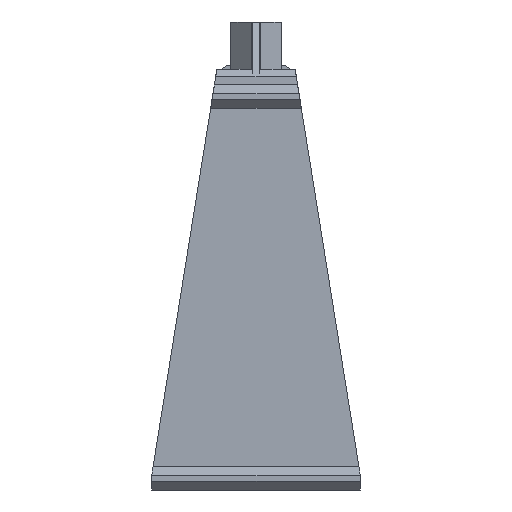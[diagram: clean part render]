
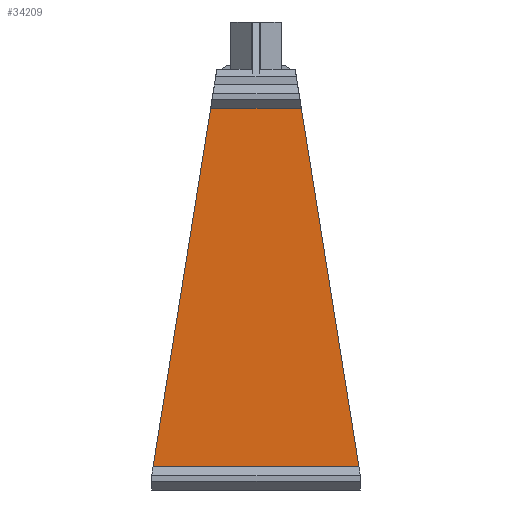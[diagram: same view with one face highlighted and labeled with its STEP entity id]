
A CAD part, left-side view. The second image highlights one B-rep face of the part: STEP entity #34209.
In plain terms, the highlighted planar face has unit normal (-1, 0, 0).
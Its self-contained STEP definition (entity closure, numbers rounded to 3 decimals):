
#2526 = PLANE('',#2527);
#2527 = AXIS2_PLACEMENT_3D('',#2528,#2529,#2530);
#2528 = CARTESIAN_POINT('',(-130.882,6.976,
    24.344));
#2529 = DIRECTION('',(0.,0.987,0.159)
  );
#2530 = DIRECTION('',(0.,-0.159,0.987)
  );
#2578 = PLANE('',#2579);
#2579 = AXIS2_PLACEMENT_3D('',#2580,#2581,#2582);
#2580 = CARTESIAN_POINT('',(-130.882,-6.976,
    24.344));
#2581 = DIRECTION('',(0.,-0.987,0.159)
  );
#2582 = DIRECTION('',(0.,-0.159,
    -0.987));
#16201 = VERTEX_POINT('',#16202);
#16202 = CARTESIAN_POINT('',(-131.249,-4.574,39.3));
#16216 = PLANE('',#16217);
#16217 = AXIS2_PLACEMENT_3D('',#16218,#16219,#16220);
#16218 = CARTESIAN_POINT('',(-131.697,-3.747,
    39.748));
#16219 = DIRECTION('',(-0.707,0.,
    -0.707));
#16220 = DIRECTION('',(-0.707,0.,
    0.707));
#16228 = EDGE_CURVE('',#16201,#16229,#16231,.T.);
#16229 = VERTEX_POINT('',#16230);
#16230 = CARTESIAN_POINT('',(-131.249,-10.38,3.15));
#16231 = SURFACE_CURVE('',#16232,(#16236,#16243),.PCURVE_S1.);
#16232 = LINE('',#16233,#16234);
#16233 = CARTESIAN_POINT('',(-131.249,-3.413,
    46.534));
#16234 = VECTOR('',#16235,1.);
#16235 = DIRECTION('',(0.,-0.159,
    -0.987));
#16236 = PCURVE('',#2578,#16237);
#16237 = DEFINITIONAL_REPRESENTATION('',(#16238),#16242);
#16238 = LINE('',#16239,#16240);
#16239 = CARTESIAN_POINT('',(-22.474,-0.367));
#16240 = VECTOR('',#16241,1.);
#16241 = DIRECTION('',(1.,0.));
#16242 = ( GEOMETRIC_REPRESENTATION_CONTEXT(2) 
PARAMETRIC_REPRESENTATION_CONTEXT() REPRESENTATION_CONTEXT('2D SPACE',''
  ) );
#16243 = PCURVE('',#16244,#16249);
#16244 = PLANE('',#16245);
#16245 = AXIS2_PLACEMENT_3D('',#16246,#16247,#16248);
#16246 = CARTESIAN_POINT('',(-131.249,0.,
    21.268));
#16247 = DIRECTION('',(1.,0.,0.));
#16248 = DIRECTION('',(0.,0.,-1.));
#16249 = DEFINITIONAL_REPRESENTATION('',(#16250),#16254);
#16250 = LINE('',#16251,#16252);
#16251 = CARTESIAN_POINT('',(-25.266,-3.413));
#16252 = VECTOR('',#16253,1.);
#16253 = DIRECTION('',(0.987,-0.159));
#16254 = ( GEOMETRIC_REPRESENTATION_CONTEXT(2) 
PARAMETRIC_REPRESENTATION_CONTEXT() REPRESENTATION_CONTEXT('2D SPACE',''
  ) );
#16272 = PLANE('',#16273);
#16273 = AXIS2_PLACEMENT_3D('',#16274,#16275,#16276);
#16274 = CARTESIAN_POINT('',(-131.7,-0.778,
    2.699));
#16275 = DIRECTION('',(-0.707,0.,0.707
    ));
#16276 = DIRECTION('',(-0.707,0.,
    -0.707));
#16383 = VERTEX_POINT('',#16384);
#16384 = CARTESIAN_POINT('',(-131.249,10.38,3.15));
#16405 = EDGE_CURVE('',#16383,#16406,#16408,.T.);
#16406 = VERTEX_POINT('',#16407);
#16407 = CARTESIAN_POINT('',(-131.249,4.574,39.3));
#16408 = SURFACE_CURVE('',#16409,(#16413,#16420),.PCURVE_S1.);
#16409 = LINE('',#16410,#16411);
#16410 = CARTESIAN_POINT('',(-131.249,10.5,2.4));
#16411 = VECTOR('',#16412,1.);
#16412 = DIRECTION('',(0.,-0.159,0.987)
  );
#16413 = PCURVE('',#2526,#16414);
#16414 = DEFINITIONAL_REPRESENTATION('',(#16415),#16419);
#16415 = LINE('',#16416,#16417);
#16416 = CARTESIAN_POINT('',(-22.225,-0.367));
#16417 = VECTOR('',#16418,1.);
#16418 = DIRECTION('',(1.,0.));
#16419 = ( GEOMETRIC_REPRESENTATION_CONTEXT(2) 
PARAMETRIC_REPRESENTATION_CONTEXT() REPRESENTATION_CONTEXT('2D SPACE',''
  ) );
#16420 = PCURVE('',#16244,#16421);
#16421 = DEFINITIONAL_REPRESENTATION('',(#16422),#16426);
#16422 = LINE('',#16423,#16424);
#16423 = CARTESIAN_POINT('',(18.868,10.5));
#16424 = VECTOR('',#16425,1.);
#16425 = DIRECTION('',(-0.987,-0.159));
#16426 = ( GEOMETRIC_REPRESENTATION_CONTEXT(2) 
PARAMETRIC_REPRESENTATION_CONTEXT() REPRESENTATION_CONTEXT('2D SPACE',''
  ) );
#34188 = EDGE_CURVE('',#16229,#16383,#34189,.T.);
#34189 = SURFACE_CURVE('',#34190,(#34194,#34201),.PCURVE_S1.);
#34190 = LINE('',#34191,#34192);
#34191 = CARTESIAN_POINT('',(-131.249,0.,3.15));
#34192 = VECTOR('',#34193,1.);
#34193 = DIRECTION('',(0.,1.,0.));
#34194 = PCURVE('',#16272,#34195);
#34195 = DEFINITIONAL_REPRESENTATION('',(#34196),#34200);
#34196 = LINE('',#34197,#34198);
#34197 = CARTESIAN_POINT('',(-0.638,-0.778));
#34198 = VECTOR('',#34199,1.);
#34199 = DIRECTION('',(0.,-1.));
#34200 = ( GEOMETRIC_REPRESENTATION_CONTEXT(2) 
PARAMETRIC_REPRESENTATION_CONTEXT() REPRESENTATION_CONTEXT('2D SPACE',''
  ) );
#34201 = PCURVE('',#16244,#34202);
#34202 = DEFINITIONAL_REPRESENTATION('',(#34203),#34207);
#34203 = LINE('',#34204,#34205);
#34204 = CARTESIAN_POINT('',(18.118,0.));
#34205 = VECTOR('',#34206,1.);
#34206 = DIRECTION('',(0.,1.));
#34207 = ( GEOMETRIC_REPRESENTATION_CONTEXT(2) 
PARAMETRIC_REPRESENTATION_CONTEXT() REPRESENTATION_CONTEXT('2D SPACE',''
  ) );
#34209 = ADVANCED_FACE('',(#34210),#16244,.F.);
#34210 = FACE_BOUND('',#34211,.F.);
#34211 = EDGE_LOOP('',(#34212,#34213,#34234,#34235));
#34212 = ORIENTED_EDGE('',*,*,#16405,.T.);
#34213 = ORIENTED_EDGE('',*,*,#34214,.T.);
#34214 = EDGE_CURVE('',#16406,#16201,#34215,.T.);
#34215 = SURFACE_CURVE('',#34216,(#34220,#34227),.PCURVE_S1.);
#34216 = LINE('',#34217,#34218);
#34217 = CARTESIAN_POINT('',(-131.249,0.,39.3));
#34218 = VECTOR('',#34219,1.);
#34219 = DIRECTION('',(0.,-1.,0.));
#34220 = PCURVE('',#16244,#34221);
#34221 = DEFINITIONAL_REPRESENTATION('',(#34222),#34226);
#34222 = LINE('',#34223,#34224);
#34223 = CARTESIAN_POINT('',(-18.032,0.));
#34224 = VECTOR('',#34225,1.);
#34225 = DIRECTION('',(0.,-1.));
#34226 = ( GEOMETRIC_REPRESENTATION_CONTEXT(2) 
PARAMETRIC_REPRESENTATION_CONTEXT() REPRESENTATION_CONTEXT('2D SPACE',''
  ) );
#34227 = PCURVE('',#16216,#34228);
#34228 = DEFINITIONAL_REPRESENTATION('',(#34229),#34233);
#34229 = LINE('',#34230,#34231);
#34230 = CARTESIAN_POINT('',(-0.634,3.747));
#34231 = VECTOR('',#34232,1.);
#34232 = DIRECTION('',(0.,-1.));
#34233 = ( GEOMETRIC_REPRESENTATION_CONTEXT(2) 
PARAMETRIC_REPRESENTATION_CONTEXT() REPRESENTATION_CONTEXT('2D SPACE',''
  ) );
#34234 = ORIENTED_EDGE('',*,*,#16228,.T.);
#34235 = ORIENTED_EDGE('',*,*,#34188,.T.);
